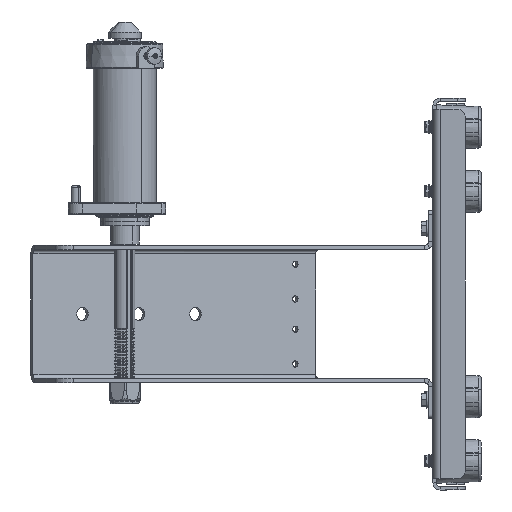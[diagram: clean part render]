
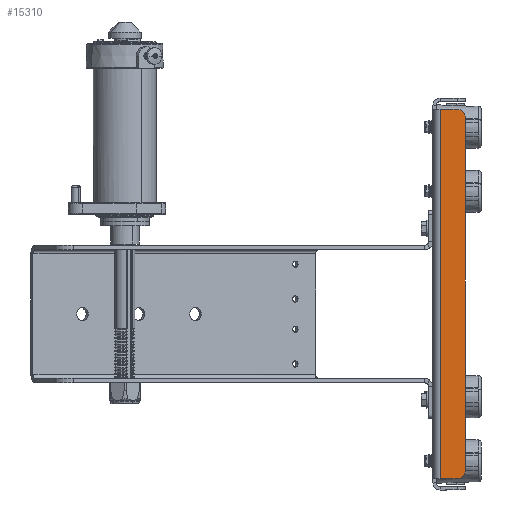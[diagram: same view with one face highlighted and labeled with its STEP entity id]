
A CAD part, left-side view. The second image highlights one B-rep face of the part: STEP entity #15310.
In plain terms, the highlighted planar face has unit normal (-1, 0, 0).
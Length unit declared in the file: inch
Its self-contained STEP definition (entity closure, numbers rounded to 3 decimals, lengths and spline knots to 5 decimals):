
#883 = VERTEX_POINT ( 'NONE', #36784 ) ;
#1067 = VERTEX_POINT ( 'NONE', #12855 ) ;
#1460 = DIRECTION ( 'NONE',  ( 0., 0., 1. ) ) ;
#1668 = CARTESIAN_POINT ( 'NONE',  ( -12.34772, -0.2246, 12.469 ) ) ;
#2108 = CARTESIAN_POINT ( 'NONE',  ( -12.34772, -0.74522, 12.219 ) ) ;
#2892 = DIRECTION ( 'NONE',  ( 0., 0., -1. ) ) ;
#3500 = ORIENTED_EDGE ( 'NONE', *, *, #28506, .F. ) ;
#5518 = VERTEX_POINT ( 'NONE', #43654 ) ;
#5524 = DIRECTION ( 'NONE',  ( 0., 0., 1. ) ) ;
#6305 = DIRECTION ( 'NONE',  ( 0., -1., 0. ) ) ;
#8691 = VECTOR ( 'NONE', #2892, 39.37008 ) ;
#8936 = AXIS2_PLACEMENT_3D ( 'NONE', #2108, #25946, #5524 ) ;
#10750 = AXIS2_PLACEMENT_3D ( 'NONE', #35415, #21847, #1460 ) ;
#11391 = CIRCLE ( 'NONE', #8936, 0.25 ) ;
#12171 = CARTESIAN_POINT ( 'NONE',  ( -12.34772, -0.2246, 13.625 ) ) ;
#12855 = CARTESIAN_POINT ( 'NONE',  ( -12.34772, -0.74522, 1.156 ) ) ;
#13257 = ORIENTED_EDGE ( 'NONE', *, *, #36696, .T. ) ;
#13657 = LINE ( 'NONE', #19395, #20602 ) ;
#15182 = LINE ( 'NONE', #12171, #32226 ) ;
#15310 = ADVANCED_FACE ( 'NONE', ( #37272 ), #28384, .T. ) ;
#17024 = DIRECTION ( 'NONE',  ( -1., 0., 0. ) ) ;
#17759 = LINE ( 'NONE', #26712, #8691 ) ;
#18823 = ORIENTED_EDGE ( 'NONE', *, *, #43050, .T. ) ;
#19395 = CARTESIAN_POINT ( 'NONE',  ( -12.34772, -0.99522, 1.156 ) ) ;
#20602 = VECTOR ( 'NONE', #43172, 39.37008 ) ;
#21035 = EDGE_CURVE ( 'NONE', #35653, #30935, #33110, .T. ) ;
#21847 = DIRECTION ( 'NONE',  ( -1., 0., 0. ) ) ;
#23737 = CARTESIAN_POINT ( 'NONE',  ( -12.34772, -0.74522, 12.469 ) ) ;
#24076 = VECTOR ( 'NONE', #6305, 39.37008 ) ;
#25709 = ORIENTED_EDGE ( 'NONE', *, *, #43411, .F. ) ;
#25749 = VERTEX_POINT ( 'NONE', #26060 ) ;
#25946 = DIRECTION ( 'NONE',  ( -1., 0., 0. ) ) ;
#26060 = CARTESIAN_POINT ( 'NONE',  ( -12.34772, -0.2246, 1.156 ) ) ;
#26536 = ORIENTED_EDGE ( 'NONE', *, *, #21035, .F. ) ;
#26712 = CARTESIAN_POINT ( 'NONE',  ( -12.34772, -0.99522, 13.625 ) ) ;
#27156 = CARTESIAN_POINT ( 'NONE',  ( -12.34772, -0.99522, 12.469 ) ) ;
#28384 = PLANE ( 'NONE',  #10750 ) ;
#28506 = EDGE_CURVE ( 'NONE', #1067, #25749, #13657, .T. ) ;
#30935 = VERTEX_POINT ( 'NONE', #23737 ) ;
#32226 = VECTOR ( 'NONE', #36032, 39.37008 ) ;
#33110 = LINE ( 'NONE', #27156, #24076 ) ;
#35415 = CARTESIAN_POINT ( 'NONE',  ( -12.34772, -0.99522, 13.625 ) ) ;
#35653 = VERTEX_POINT ( 'NONE', #1668 ) ;
#36032 = DIRECTION ( 'NONE',  ( 0., 0., -1. ) ) ;
#36696 = EDGE_CURVE ( 'NONE', #1067, #883, #44006, .T. ) ;
#36784 = CARTESIAN_POINT ( 'NONE',  ( -12.34772, -0.99522, 1.406 ) ) ;
#37272 = FACE_OUTER_BOUND ( 'NONE', #39837, .T. ) ;
#37463 = CARTESIAN_POINT ( 'NONE',  ( -12.34772, -0.74522, 1.406 ) ) ;
#37696 = EDGE_CURVE ( 'NONE', #35653, #25749, #15182, .T. ) ;
#38949 = ORIENTED_EDGE ( 'NONE', *, *, #37696, .T. ) ;
#39837 = EDGE_LOOP ( 'NONE', ( #26536, #38949, #3500, #13257, #25709, #18823 ) ) ;
#40852 = DIRECTION ( 'NONE',  ( 0., 0., 1. ) ) ;
#42212 = AXIS2_PLACEMENT_3D ( 'NONE', #37463, #17024, #40852 ) ;
#43050 = EDGE_CURVE ( 'NONE', #5518, #30935, #11391, .T. ) ;
#43172 = DIRECTION ( 'NONE',  ( 0., 1., 0. ) ) ;
#43411 = EDGE_CURVE ( 'NONE', #5518, #883, #17759, .T. ) ;
#43654 = CARTESIAN_POINT ( 'NONE',  ( -12.34772, -0.99522, 12.219 ) ) ;
#44006 = CIRCLE ( 'NONE', #42212, 0.25 ) ;
